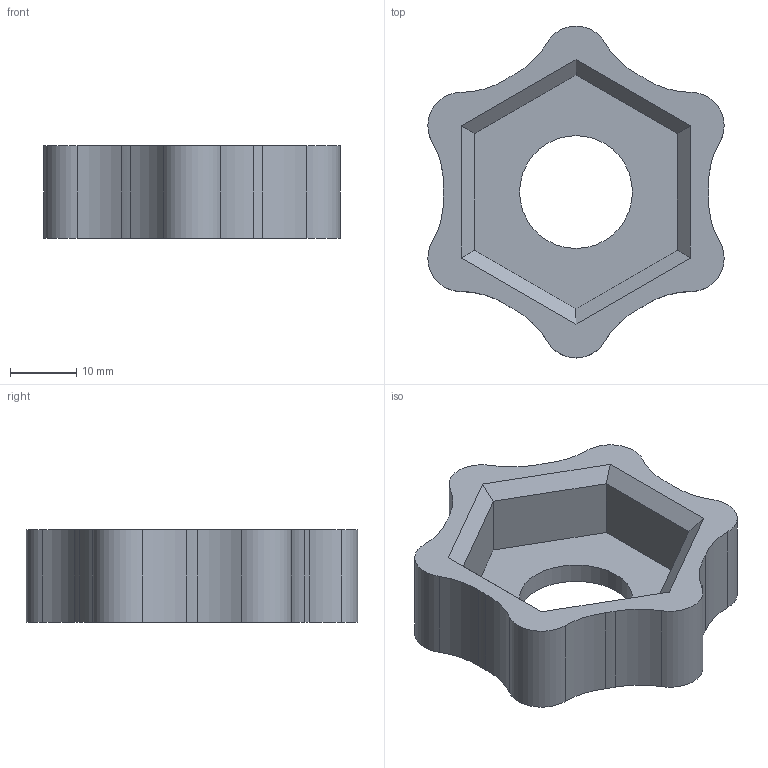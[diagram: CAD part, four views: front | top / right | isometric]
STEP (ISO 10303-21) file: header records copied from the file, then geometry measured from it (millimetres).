
FILE_DESCRIPTION(/* description */ (''),/* implementation_level */ '2;1');
FILE_NAME(/* name */ 'OpenATC-ER20-A-Nut-holder.step',/* time_stamp */ '2025-11-16T14:44:19Z',/* author */ (''),/* organization */ (''),/* preprocessor_version */ 'ST-DEVELOPER v20.1',/* originating_system */ 'Autodesk Translation Framework v14.21.0.0',/* authorisation */ '');
FILE_SCHEMA (('AUTOMOTIVE_DESIGN { 1 0 10303 214 3 1 1 }'));
Length unit declared in the file: millimetre
Products named in the file (1): OpenATC-ER20-A-Nut-holder
Bounding box: 44.64 x 50 x 14 mm (x, y, z)
Volume: 11584.6 mm3; surface area: 6204.1 mm2
Topology: 1 solids, 1 shells, 44 faces, 111 edges, 72 vertices
Faces by surface type: cylinder 27, plane 17
Full cylindrical faces by diameter (mm): 17 x1, 26.5 x1, 31.5 x1
Entity records: 1378 total; most frequent: DIRECTION 255, CARTESIAN_POINT 228, ORIENTED_EDGE 222, EDGE_CURVE 111, AXIS2_PLACEMENT_3D 99, VERTEX_POINT 72, LINE 57, VECTOR 57
